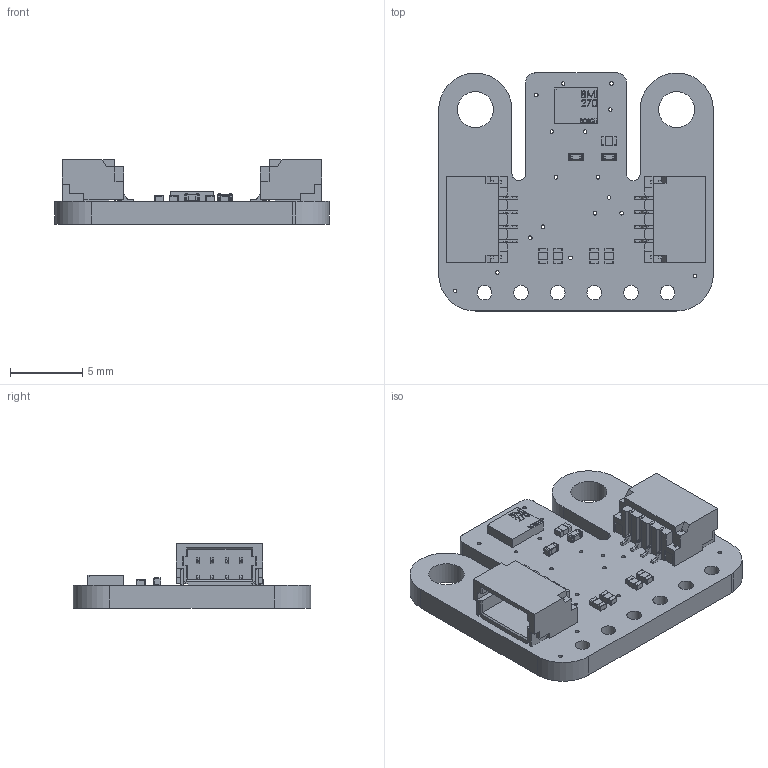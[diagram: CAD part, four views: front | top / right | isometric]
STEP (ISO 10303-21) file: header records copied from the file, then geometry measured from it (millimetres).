
FILE_DESCRIPTION(/* description */ (''),/* implementation_level */ '2;1');
FILE_NAME(/* name */ 'BMI270-6DoF-IMU v2.step',/* time_stamp */ '2025-06-28T10:47:28+02:00',/* author */ (''),/* organization */ (''),/* preprocessor_version */ 'ST-DEVELOPER v20.1',/* originating_system */ 'Autodesk Translation Framework v14.10.0.0',/* authorisation */ '');
FILE_SCHEMA (('AUTOMOTIVE_DESIGN { 1 0 10303 214 3 1 1 }'));
Length unit declared in the file: millimetre
Products named in the file (14): BMI270-6DoF-IMU; Board; Packages; C0402; Pin1; Pin2; CeramicBody; LASKAKIT_HEART_4MM; LASKKIT_10MM_SILKSCREEN; USUP_SILKSCREEN; 1X04_1MM_RA; 2,5-PAD; BMI270; R0402
Assembly tree (21 placements, depth 4):
  BMI270-6DoF-IMU
    Board
    Packages
      C0402  x2
        Pin1
        Pin2
        CeramicBody
      LASKAKIT_HEART_4MM
      LASKKIT_10MM_SILKSCREEN
      USUP_SILKSCREEN  x2
      1X04_1MM_RA  x2
      2,5-PAD  x2
      BMI270
      R0402  x5
Bounding box: 19.05 x 16.51 x 4.49 mm (x, y, z)
Volume: 526.1 mm3; surface area: 1242.5 mm2
Topology: 27 solids, 27 shells, 1263 faces, 3215 edges, 2030 vertices
Faces by surface type: plane 771, cylinder 295, bspline 101, sphere 96
Full cylindrical faces by diameter (mm): 0.25 x23, 1.016 x6, 2.5 x2
Entity records: 26994 total; most frequent: CARTESIAN_POINT 9371, ORIENTED_EDGE 3630, DIRECTION 3209, EDGE_CURVE 1815, LINE 1369, VECTOR 1369, VERTEX_POINT 1180, AXIS2_PLACEMENT_3D 920
